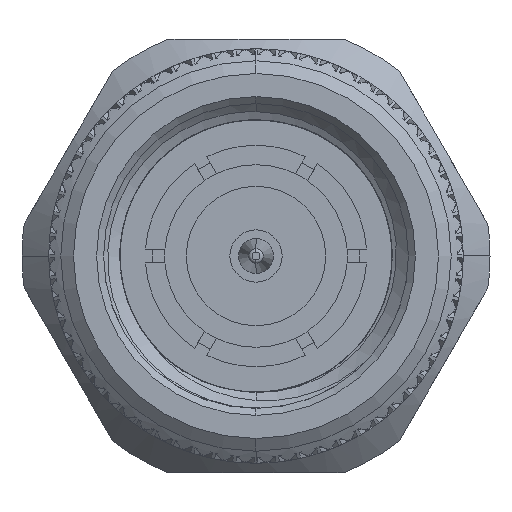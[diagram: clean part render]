
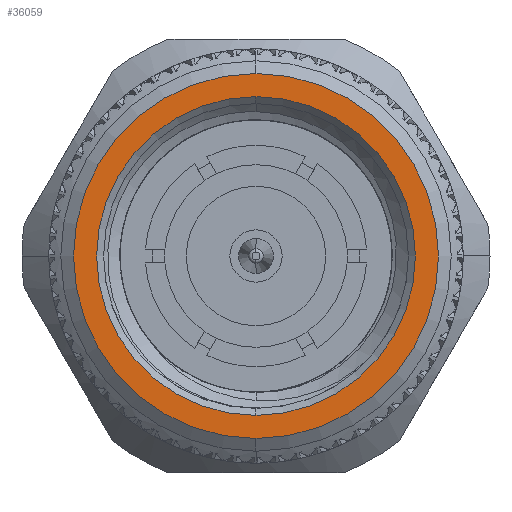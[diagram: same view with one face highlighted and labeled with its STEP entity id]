
A CAD part, left-side view. The second image highlights one B-rep face of the part: STEP entity #36059.
In plain terms, the highlighted planar face has unit normal (-1, 0, 0).
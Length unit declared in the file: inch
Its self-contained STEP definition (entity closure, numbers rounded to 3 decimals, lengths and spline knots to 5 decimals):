
#120 = DIRECTION ( 'NONE',  ( 0., 0., 1. ) ) ;
#576 = DIRECTION ( 'NONE',  ( 1., 0., 0. ) ) ;
#1087 = FACE_OUTER_BOUND ( 'NONE', #42879, .T. ) ;
#5280 = EDGE_CURVE ( 'NONE', #23216, #10780, #71687, .T. ) ;
#6869 = DIRECTION ( 'NONE',  ( 0., 0., -1. ) ) ;
#6875 = DIRECTION ( 'NONE',  ( 1., 0., 0. ) ) ;
#7478 = DIRECTION ( 'NONE',  ( 1., 0., 0. ) ) ;
#7674 = ORIENTED_EDGE ( 'NONE', *, *, #25701, .F. ) ;
#9423 = CIRCLE ( 'NONE', #10588, 0.26186 ) ;
#9489 = DIRECTION ( 'NONE',  ( 1., 0., 0. ) ) ;
#10588 = AXIS2_PLACEMENT_3D ( 'NONE', #58044, #576, #6869 ) ;
#10780 = VERTEX_POINT ( 'NONE', #26161 ) ;
#18875 = VERTEX_POINT ( 'NONE', #46668 ) ;
#19955 = CARTESIAN_POINT ( 'NONE',  ( 0., 0., 0. ) ) ;
#22043 = DIRECTION ( 'NONE',  ( 0., 0., -1. ) ) ;
#23216 = VERTEX_POINT ( 'NONE', #67567 ) ;
#25701 = EDGE_CURVE ( 'NONE', #18875, #25960, #75425, .T. ) ;
#25960 = VERTEX_POINT ( 'NONE', #62815 ) ;
#26161 = CARTESIAN_POINT ( 'NONE',  ( 0., 0., -0.22875 ) ) ;
#28413 = AXIS2_PLACEMENT_3D ( 'NONE', #41379, #9489, #72985 ) ;
#32158 = CARTESIAN_POINT ( 'NONE',  ( 0., 0.27, 0. ) ) ;
#34770 = DIRECTION ( 'NONE',  ( 1., 0., 0. ) ) ;
#36059 = ADVANCED_FACE ( 'NONE', ( #1087, #48603 ), #44594, .F. ) ;
#36073 = ORIENTED_EDGE ( 'NONE', *, *, #5280, .T. ) ;
#41379 = CARTESIAN_POINT ( 'NONE',  ( 0., 0., 0. ) ) ;
#42851 = EDGE_CURVE ( 'NONE', #25960, #18875, #9423, .T. ) ;
#42879 = EDGE_LOOP ( 'NONE', ( #66569, #7674 ) ) ;
#44594 = PLANE ( 'NONE',  #78714 ) ;
#46668 = CARTESIAN_POINT ( 'NONE',  ( 0., 0., 0.26186 ) ) ;
#48603 = FACE_BOUND ( 'NONE', #62222, .T. ) ;
#50902 = AXIS2_PLACEMENT_3D ( 'NONE', #52963, #34770, #22043 ) ;
#51132 = DIRECTION ( 'NONE',  ( 0., 1., 0. ) ) ;
#52963 = CARTESIAN_POINT ( 'NONE',  ( 0., 0., 0. ) ) ;
#56551 = AXIS2_PLACEMENT_3D ( 'NONE', #19955, #7478, #120 ) ;
#57278 = EDGE_CURVE ( 'NONE', #10780, #23216, #60857, .T. ) ;
#58044 = CARTESIAN_POINT ( 'NONE',  ( 0., 0., 0. ) ) ;
#60857 = CIRCLE ( 'NONE', #28413, 0.22875 ) ;
#62222 = EDGE_LOOP ( 'NONE', ( #36073, #72989 ) ) ;
#62815 = CARTESIAN_POINT ( 'NONE',  ( 0., 0., -0.26186 ) ) ;
#66569 = ORIENTED_EDGE ( 'NONE', *, *, #42851, .F. ) ;
#67567 = CARTESIAN_POINT ( 'NONE',  ( 0., 0., 0.22875 ) ) ;
#71687 = CIRCLE ( 'NONE', #56551, 0.22875 ) ;
#72985 = DIRECTION ( 'NONE',  ( 0., 0., 1. ) ) ;
#72989 = ORIENTED_EDGE ( 'NONE', *, *, #57278, .T. ) ;
#75425 = CIRCLE ( 'NONE', #50902, 0.26186 ) ;
#78714 = AXIS2_PLACEMENT_3D ( 'NONE', #32158, #6875, #51132 ) ;
